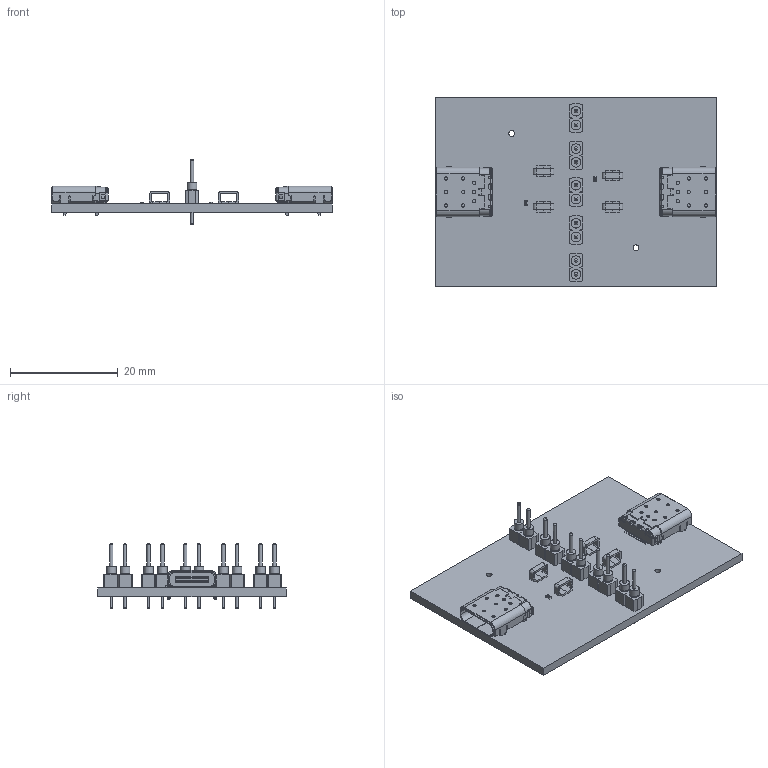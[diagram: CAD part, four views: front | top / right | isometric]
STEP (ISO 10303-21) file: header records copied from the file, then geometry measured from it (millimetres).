
FILE_DESCRIPTION(('Open CASCADE Model'),'2;1');
FILE_NAME('Open CASCADE Shape Model','2021-07-13T08:12:47',('Author'),( 'Open CASCADE'),'Open CASCADE STEP processor 6.8','Open CASCADE 6.8' ,'Unknown');
FILE_SCHEMA(('AUTOMOTIVE_DESIGN { 1 0 10303 214 1 1 1 1 }'));
Length unit declared in the file: millimetre
Products named in the file (22): PCB; BoardUSB-C_BREAKOUT; Open CASCADE STEP translator 6.8 2.1.1; R1USB-C_BREAKOUT; User_Library-User_Library-RES0402-2; R2USB-C_BREAKOUT; J2USB-C_BREAKOUT; 12401598E4#2A--3DModel-STEP-56544; CC2USB-C_BREAKOUT; User_Library-User_Library-Keystone_5019; SBU1USB-C_BREAKOUT; SBU2USB-C_BREAKOUT; CC1USB-C_BREAKOUT; RX1USB-C_BREAKOUT; TS-102-G-A; _TS-102-G-A_socket; _-101-G-A_pins; TX1USB-C_BREAKOUT; TX2USB-C_BREAKOUT; J1USB-C_BREAKOUT; DUSB-C_BREAKOUT; RX2USB-C_BREAKOUT
Assembly tree (31 placements, depth 4):
  PCB
    BoardUSB-C_BREAKOUT
      Open CASCADE STEP translator 6.8 2.1.1
    R1USB-C_BREAKOUT
      User_Library-User_Library-RES0402-2
    R2USB-C_BREAKOUT
      User_Library-User_Library-RES0402-2
    J2USB-C_BREAKOUT
      12401598E4#2A--3DModel-STEP-56544
    CC2USB-C_BREAKOUT
      User_Library-User_Library-Keystone_5019
    SBU1USB-C_BREAKOUT
      User_Library-User_Library-Keystone_5019
    SBU2USB-C_BREAKOUT
      User_Library-User_Library-Keystone_5019
    CC1USB-C_BREAKOUT
      User_Library-User_Library-Keystone_5019
    RX1USB-C_BREAKOUT
      TS-102-G-A
        _TS-102-G-A_socket
        _-101-G-A_pins  x2
    TX1USB-C_BREAKOUT
      TS-102-G-A
        _TS-102-G-A_socket
        _-101-G-A_pins  x2
    TX2USB-C_BREAKOUT
      TS-102-G-A
        _TS-102-G-A_socket
        _-101-G-A_pins  x2
    J1USB-C_BREAKOUT
      12401598E4#2A--3DModel-STEP-56544
    DUSB-C_BREAKOUT
      TS-102-G-A
        _TS-102-G-A_socket
        _-101-G-A_pins  x2
    RX2USB-C_BREAKOUT
      TS-102-G-A
        _TS-102-G-A_socket
        _-101-G-A_pins  x2
Bounding box: 51.96 x 35 x 12.12 mm (x, y, z)
Volume: 3541.2 mm3; surface area: 6774.8 mm2
Topology: 134 solids, 134 shells, 2136 faces, 5106 edges, 3264 vertices
Faces by surface type: plane 1408, cylinder 568, bspline 82, cone 36, sphere 32, torus 10
Full cylindrical faces by diameter (mm): 0.457 x10, 0.635 x10, 0.65 x2, 0.787 x10, 1.09 x2, 1.321 x30, 1.778 x20
Entity records: 34578 total; most frequent: CARTESIAN_POINT 8323, ORIENTED_EDGE 4720, DIRECTION 4661, EDGE_CURVE 2360, LINE 1727, VECTOR 1727, VERTEX_POINT 1517, AXIS2_PLACEMENT_3D 1467
